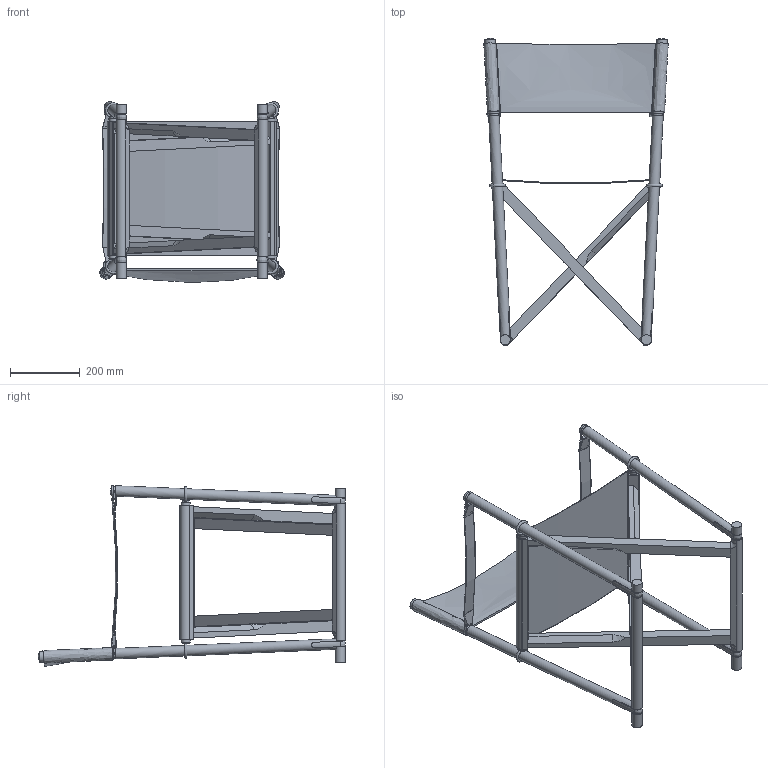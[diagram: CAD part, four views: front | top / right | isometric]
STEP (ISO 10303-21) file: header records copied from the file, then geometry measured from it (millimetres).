
FILE_DESCRIPTION(/* description */ (''),/* implementation_level */ '2;1');
FILE_NAME(/* name */ 'RENAME.stp',/* time_stamp */ '2025-03-06T13:01:06+01:00',/* author */ ('reg'),/* organization */ (''),/* preprocessor_version */ 'ST-DEVELOPER v20',/* originating_system */ 'Autodesk Inventor 2024',/* authorisation */ '');
FILE_SCHEMA (('AUTOMOTIVE_DESIGN { 1 0 10303 214 3 1 1 }'));
Length unit declared in the file: millimetre
Products named in the file (1): New 6016-A-1000_Simplify_1
Bounding box: 527.45 x 878.75 x 517.7 mm (x, y, z)
Volume: 6983245.9 mm3; surface area: 1554912.1 mm2
Topology: 24 solids, 24 shells, 340 faces, 832 edges, 536 vertices
Faces by surface type: plane 180, cylinder 112, torus 28, bspline 12, cone 4, sphere 4
Full cylindrical faces by diameter (mm): 4 x20, 7 x2, 20 x4, 22 x4, 26 x4, 29 x4, 30 x8
Entity records: 11343 total; most frequent: CARTESIAN_POINT 2751, DIRECTION 1760, ORIENTED_EDGE 1656, EDGE_CURVE 828, AXIS2_PLACEMENT_3D 657, VERTEX_POINT 536, LINE 446, VECTOR 446
